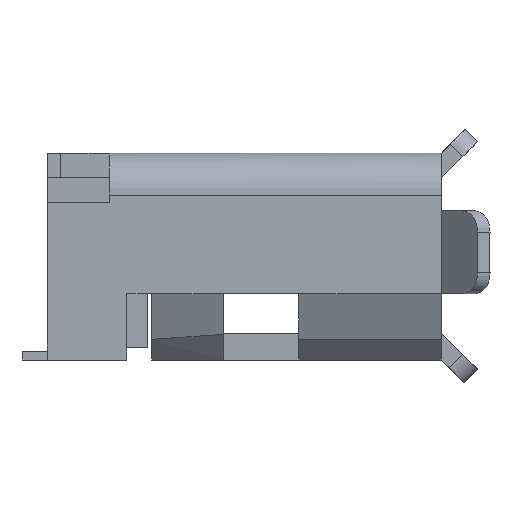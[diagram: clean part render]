
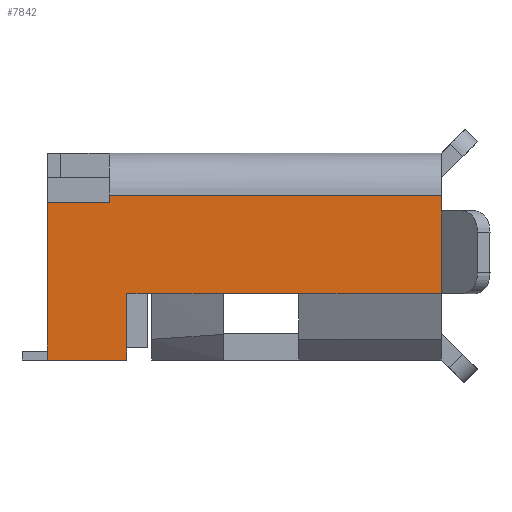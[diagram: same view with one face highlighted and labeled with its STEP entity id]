
A CAD part, left-side view. The second image highlights one B-rep face of the part: STEP entity #7842.
In plain terms, the highlighted planar face has unit normal (-1, 0, 0).
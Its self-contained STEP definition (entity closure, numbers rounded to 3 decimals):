
#66 = CARTESIAN_POINT ( 'NONE',  ( 0., 1.302, 4.76 ) ) ;
#191 = DIRECTION ( 'NONE',  ( 0., 0., 1. ) ) ;
#402 = CARTESIAN_POINT ( 'NONE',  ( 0., 0.8, 2.178 ) ) ;
#470 = CARTESIAN_POINT ( 'NONE',  ( 0., 1.8, 4.76 ) ) ;
#486 = DIRECTION ( 'NONE',  ( 0., 0., 1. ) ) ;
#511 = CARTESIAN_POINT ( 'NONE',  ( 0., 0.8, 1.694 ) ) ;
#538 = ORIENTED_EDGE ( 'NONE', *, *, #8573, .F. ) ;
#613 = LINE ( 'NONE', #6464, #761 ) ;
#710 = LINE ( 'NONE', #11278, #7597 ) ;
#748 = DIRECTION ( 'NONE',  ( 0., 0., -1. ) ) ;
#761 = VECTOR ( 'NONE', #1024, 1000. ) ;
#807 = EDGE_CURVE ( 'NONE', #5318, #7995, #8116, .T. ) ;
#944 = EDGE_CURVE ( 'NONE', #11482, #8992, #3174, .T. ) ;
#1000 = VERTEX_POINT ( 'NONE', #2255 ) ;
#1024 = DIRECTION ( 'NONE',  ( 0., -1., 0. ) ) ;
#1084 = ORIENTED_EDGE ( 'NONE', *, *, #6821, .F. ) ;
#1103 = ORIENTED_EDGE ( 'NONE', *, *, #3668, .F. ) ;
#1150 = CARTESIAN_POINT ( 'NONE',  ( 0., 0., 0. ) ) ;
#1206 = EDGE_LOOP ( 'NONE', ( #3085, #5273, #538, #1084, #1103, #1960, #1239, #2883, #8585, #7811, #3391, #11194 ) ) ;
#1230 = CARTESIAN_POINT ( 'NONE',  ( 0., 1.9, 0. ) ) ;
#1239 = ORIENTED_EDGE ( 'NONE', *, *, #807, .F. ) ;
#1311 = VECTOR ( 'NONE', #8832, 1000. ) ;
#1511 = LINE ( 'NONE', #511, #11098 ) ;
#1535 = VERTEX_POINT ( 'NONE', #470 ) ;
#1600 = CARTESIAN_POINT ( 'NONE',  ( 0., 0., 0.96 ) ) ;
#1696 = CARTESIAN_POINT ( 'NONE',  ( 0., 0.8, 0.96 ) ) ;
#1763 = EDGE_CURVE ( 'NONE', #5123, #7397, #3850, .T. ) ;
#1803 = CARTESIAN_POINT ( 'NONE',  ( 0., 1.992, 0.75 ) ) ;
#1960 = ORIENTED_EDGE ( 'NONE', *, *, #7292, .F. ) ;
#2255 = CARTESIAN_POINT ( 'NONE',  ( 0., 0., 0.96 ) ) ;
#2272 = VECTOR ( 'NONE', #191, 1000. ) ;
#2534 = VERTEX_POINT ( 'NONE', #8293 ) ;
#2883 = ORIENTED_EDGE ( 'NONE', *, *, #5511, .F. ) ;
#2971 = VECTOR ( 'NONE', #9890, 1000. ) ;
#3085 = ORIENTED_EDGE ( 'NONE', *, *, #944, .F. ) ;
#3100 = VERTEX_POINT ( 'NONE', #3276 ) ;
#3105 = EDGE_CURVE ( 'NONE', #7397, #2534, #710, .T. ) ;
#3174 = LINE ( 'NONE', #4130, #11079 ) ;
#3276 = CARTESIAN_POINT ( 'NONE',  ( 0., 0.8, 1.26 ) ) ;
#3315 = VECTOR ( 'NONE', #11530, 1000. ) ;
#3391 = ORIENTED_EDGE ( 'NONE', *, *, #1763, .F. ) ;
#3543 = LINE ( 'NONE', #1696, #2971 ) ;
#3554 = CARTESIAN_POINT ( 'NONE',  ( 0., 0.8, 4.76 ) ) ;
#3666 = FACE_OUTER_BOUND ( 'NONE', #1206, .T. ) ;
#3668 = EDGE_CURVE ( 'NONE', #10818, #3100, #1511, .T. ) ;
#3850 = LINE ( 'NONE', #11463, #1311 ) ;
#3951 = LINE ( 'NONE', #10582, #5924 ) ;
#4130 = CARTESIAN_POINT ( 'NONE',  ( 0., 1.9, 0. ) ) ;
#4263 = CARTESIAN_POINT ( 'NONE',  ( 0., 0.8, 2.128 ) ) ;
#4280 = DIRECTION ( 'NONE',  ( 0., 0., -1. ) ) ;
#4538 = CARTESIAN_POINT ( 'NONE',  ( 0., 0.8, 2.128 ) ) ;
#4915 = VECTOR ( 'NONE', #11614, 1000. ) ;
#5056 = LINE ( 'NONE', #66, #4915 ) ;
#5075 = CARTESIAN_POINT ( 'NONE',  ( 0., 0.8, 3.039 ) ) ;
#5089 = DIRECTION ( 'NONE',  ( 0., 0., -1. ) ) ;
#5123 = VERTEX_POINT ( 'NONE', #9500 ) ;
#5273 = ORIENTED_EDGE ( 'NONE', *, *, #7205, .F. ) ;
#5318 = VERTEX_POINT ( 'NONE', #3554 ) ;
#5511 = EDGE_CURVE ( 'NONE', #1535, #5318, #613, .T. ) ;
#5806 = AXIS2_PLACEMENT_3D ( 'NONE', #8721, #6879, #7644 ) ;
#5924 = VECTOR ( 'NONE', #5089, 1000. ) ;
#6063 = VECTOR ( 'NONE', #748, 1000. ) ;
#6287 = VECTOR ( 'NONE', #10221, 1000. ) ;
#6464 = CARTESIAN_POINT ( 'NONE',  ( 0., 1.302, 4.76 ) ) ;
#6821 = EDGE_CURVE ( 'NONE', #3100, #9544, #3543, .T. ) ;
#6838 = PLANE ( 'NONE',  #5806 ) ;
#6879 = DIRECTION ( 'NONE',  ( 1., 0., 0. ) ) ;
#6981 = EDGE_CURVE ( 'NONE', #8992, #5123, #8466, .T. ) ;
#7205 = EDGE_CURVE ( 'NONE', #1000, #11482, #3951, .T. ) ;
#7292 = EDGE_CURVE ( 'NONE', #7995, #10818, #8330, .T. ) ;
#7397 = VERTEX_POINT ( 'NONE', #1803 ) ;
#7547 = EDGE_CURVE ( 'NONE', #2534, #1535, #5056, .T. ) ;
#7597 = VECTOR ( 'NONE', #486, 1000. ) ;
#7644 = DIRECTION ( 'NONE',  ( 0., 0., -1. ) ) ;
#7811 = ORIENTED_EDGE ( 'NONE', *, *, #3105, .F. ) ;
#7842 = ADVANCED_FACE ( 'NONE', ( #3666 ), #6838, .F. ) ;
#7995 = VERTEX_POINT ( 'NONE', #5075 ) ;
#8116 = LINE ( 'NONE', #402, #6287 ) ;
#8293 = CARTESIAN_POINT ( 'NONE',  ( 0., 1.992, 4.76 ) ) ;
#8330 = LINE ( 'NONE', #4263, #6063 ) ;
#8466 = LINE ( 'NONE', #10011, #2272 ) ;
#8573 = EDGE_CURVE ( 'NONE', #9544, #1000, #10507, .T. ) ;
#8585 = ORIENTED_EDGE ( 'NONE', *, *, #7547, .F. ) ;
#8672 = DIRECTION ( 'NONE',  ( 0., 1., 0. ) ) ;
#8721 = CARTESIAN_POINT ( 'NONE',  ( 0., 1.302, 2.178 ) ) ;
#8832 = DIRECTION ( 'NONE',  ( 0., 1., 0. ) ) ;
#8992 = VERTEX_POINT ( 'NONE', #1230 ) ;
#9500 = CARTESIAN_POINT ( 'NONE',  ( 0., 1.9, 0.75 ) ) ;
#9544 = VERTEX_POINT ( 'NONE', #9781 ) ;
#9781 = CARTESIAN_POINT ( 'NONE',  ( 0., 0.8, 0.96 ) ) ;
#9890 = DIRECTION ( 'NONE',  ( 0., 0., -1. ) ) ;
#10011 = CARTESIAN_POINT ( 'NONE',  ( 0., 1.9, 2.178 ) ) ;
#10221 = DIRECTION ( 'NONE',  ( 0., 0., -1. ) ) ;
#10507 = LINE ( 'NONE', #1600, #3315 ) ;
#10582 = CARTESIAN_POINT ( 'NONE',  ( 0., 0., 0. ) ) ;
#10818 = VERTEX_POINT ( 'NONE', #4538 ) ;
#11079 = VECTOR ( 'NONE', #8672, 1000. ) ;
#11098 = VECTOR ( 'NONE', #4280, 1000. ) ;
#11194 = ORIENTED_EDGE ( 'NONE', *, *, #6981, .F. ) ;
#11278 = CARTESIAN_POINT ( 'NONE',  ( 0., 1.992, 2.226 ) ) ;
#11463 = CARTESIAN_POINT ( 'NONE',  ( 0., 1.302, 0.75 ) ) ;
#11482 = VERTEX_POINT ( 'NONE', #1150 ) ;
#11530 = DIRECTION ( 'NONE',  ( 0., -1., 0. ) ) ;
#11614 = DIRECTION ( 'NONE',  ( 0., -1., 0. ) ) ;
